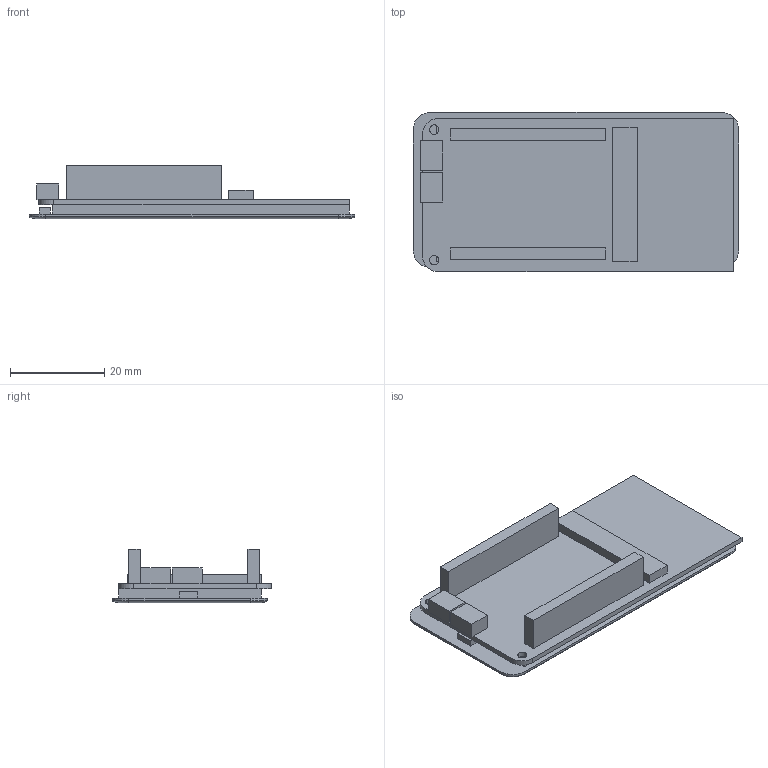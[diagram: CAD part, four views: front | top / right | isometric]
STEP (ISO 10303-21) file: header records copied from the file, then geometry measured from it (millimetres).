
FILE_DESCRIPTION((''),'2;1');
FILE_NAME('0-ALL_ASM','2023-11-23T11:03:15',('HR'),(''),'CREO PARAMETRIC BY PTC INC, 2019010','CREO PARAMETRIC BY PTC INC, 2019010','');
FILE_SCHEMA(('AUTOMOTIVE_DESIGN { 1 0 10303 214 1 1 1 1 }'));
Length unit declared in the file: millimetre
Products named in the file (3): 0-PCB; TP; 0-ALL_ASM
Assembly tree (2 placements, depth 2):
  0-ALL_ASM
    0-PCB
    TP
Bounding box: 69.07 x 33.81 x 11.4 mm (x, y, z)
Volume: 10116 mm3; surface area: 10874.5 mm2
Topology: 2 solids, 2 shells, 79 faces, 186 edges, 120 vertices
Faces by surface type: plane 53, cylinder 18, revolution 4, extrusion 4
Entity records: 2762 total; most frequent: CARTESIAN_POINT 492, ORIENTED_EDGE 372, DIRECTION 370, EDGE_CURVE 186, VECTOR 142, LINE 138, VERTEX_POINT 120, AXIS2_PLACEMENT_3D 112
